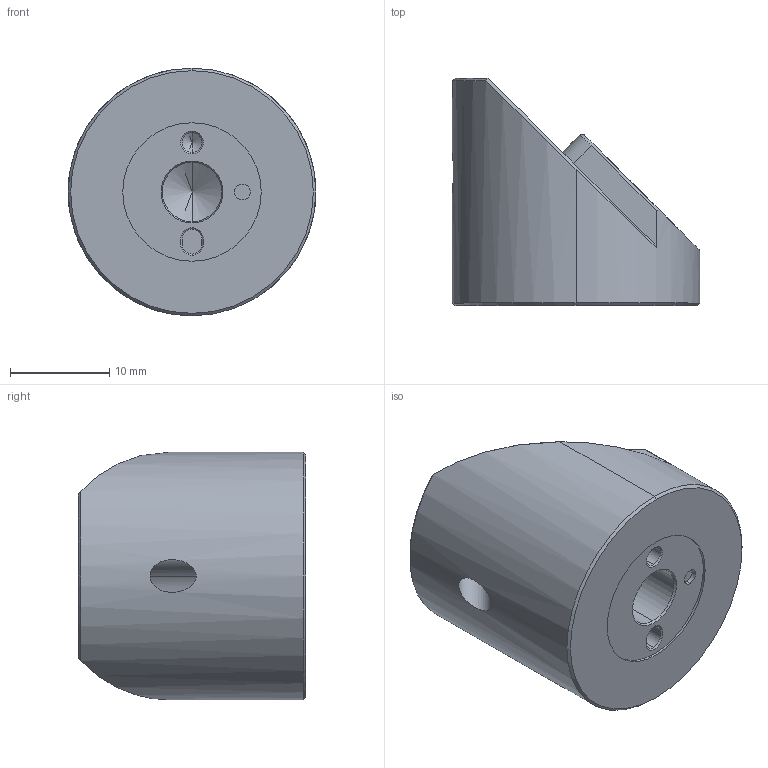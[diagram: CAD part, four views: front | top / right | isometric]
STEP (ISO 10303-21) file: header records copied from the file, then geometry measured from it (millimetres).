
FILE_DESCRIPTION (( 'STEP AP214' ), '1' );
FILE_NAME ('TTN034839-E0W.STEP', '2016-12-06T16:44:06', ( 'admin' ), ( '' ), 'SwSTEP 2.0', 'SolidWorks 2016', '' );
FILE_SCHEMA (( 'AUTOMOTIVE_DESIGN' ));
Length unit declared in the file: inch
Products named in the file (1): TTN034839-E0W
Bounding box: 25 x 22.94 x 25 mm (x, y, z)
Volume: 7215.9 mm3; surface area: 2689.9 mm2
Topology: 1 solids, 1 shells, 417 faces, 1094 edges, 719 vertices
Faces by surface type: plane 243, bspline 127, cylinder 24, cone 23
Entity records: 19692 total; most frequent: CARTESIAN_POINT 4822, ORIENTED_EDGE 2180, DIRECTION 1462, EDGE_CURVE 1090, VECTOR 752, LINE 752, VERTEX_POINT 719, EDGE_LOOP 463
